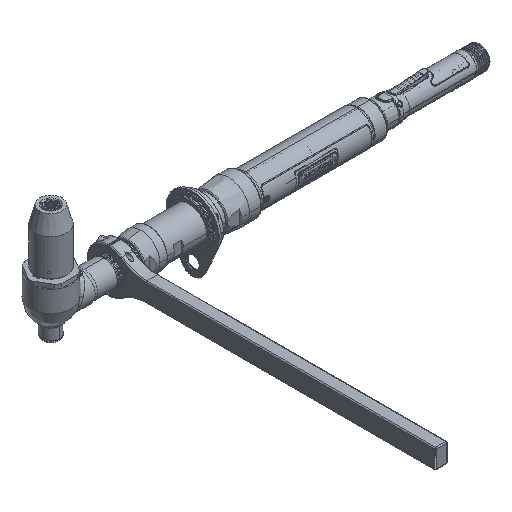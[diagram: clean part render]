
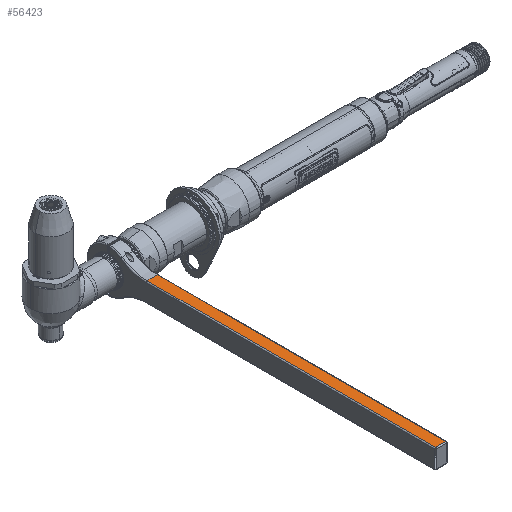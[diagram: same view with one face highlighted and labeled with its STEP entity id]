
A CAD part, isometric view. The second image highlights one B-rep face of the part: STEP entity #56423.
In plain terms, the highlighted planar face has unit normal (0, 0, 1).
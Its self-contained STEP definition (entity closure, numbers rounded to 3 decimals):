
#54349=DIRECTION('',(1.,0.,0.));
#54350=VECTOR('',#54349,0.63);
#54351=CARTESIAN_POINT('',(-7.532,-2.289,0.588));
#54352=LINE('',#54351,#54350);
#54845=DIRECTION('',(0.,1.,0.));
#54846=VECTOR('',#54845,17.651);
#54847=CARTESIAN_POINT('',(-6.902,-19.94,0.588));
#54848=LINE('',#54847,#54846);
#54948=DIRECTION('',(0.,-1.,0.));
#54949=VECTOR('',#54948,17.651);
#54950=CARTESIAN_POINT('',(-7.532,-2.289,0.588));
#54951=LINE('',#54950,#54949);
#55020=DIRECTION('',(-1.,0.,0.));
#55021=VECTOR('',#55020,0.63);
#55022=CARTESIAN_POINT('',(-6.902,-19.94,0.588));
#55023=LINE('',#55022,#55021);
#55737=CARTESIAN_POINT('',(-6.902,-19.94,0.588));
#55738=CARTESIAN_POINT('',(-7.532,-19.94,0.588));
#55739=VERTEX_POINT('',#55737);
#55740=VERTEX_POINT('',#55738);
#55741=CARTESIAN_POINT('',(-7.532,-2.289,0.588));
#55742=VERTEX_POINT('',#55741);
#55773=CARTESIAN_POINT('',(-6.902,-2.289,0.588));
#55774=VERTEX_POINT('',#55773);
#56408=CARTESIAN_POINT('',(-7.592,-2.289,0.588));
#56409=DIRECTION('',(0.,0.,1.));
#56410=DIRECTION('',(0.,-1.,0.));
#56411=AXIS2_PLACEMENT_3D('',#56408,#56409,#56410);
#56412=PLANE('',#56411);
#56414=ORIENTED_EDGE('',*,*,#56413,.T.);
#56416=ORIENTED_EDGE('',*,*,#56415,.F.);
#56418=ORIENTED_EDGE('',*,*,#56417,.T.);
#56420=ORIENTED_EDGE('',*,*,#56419,.F.);
#56421=EDGE_LOOP('',(#56414,#56416,#56418,#56420));
#56422=FACE_OUTER_BOUND('',#56421,.F.);
#56423=ADVANCED_FACE('',(#56422),#56412,.T.);
#56413=EDGE_CURVE('',#55739,#55740,#55023,.T.);
#56415=EDGE_CURVE('',#55742,#55740,#54951,.T.);
#56417=EDGE_CURVE('',#55742,#55774,#54352,.T.);
#56419=EDGE_CURVE('',#55739,#55774,#54848,.T.);
